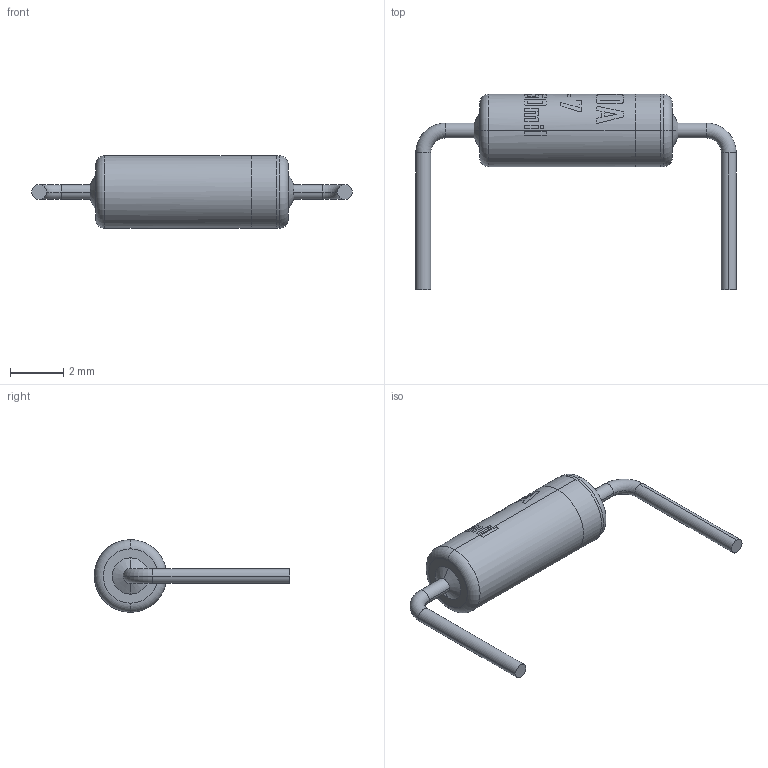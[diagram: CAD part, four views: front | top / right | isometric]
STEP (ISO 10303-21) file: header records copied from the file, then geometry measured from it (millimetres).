
FILE_DESCRIPTION (( 'STEP AP214' ), '1' );
FILE_NAME ('DO-7_Max_450mil_rev1.0.STEP', '2023-03-16T20:17:37', ( '' ), ( '' ), 'SwSTEP 2.0', 'SolidWorks 2020', '' );
FILE_SCHEMA (( 'AUTOMOTIVE_DESIGN' ));
Length unit declared in the file: millimetre
Products named in the file (1): DO-7_Max_450mil_rev1.0
Bounding box: 11.99 x 7.31 x 2.71 mm (x, y, z)
Volume: 37 mm3; surface area: 140.1 mm2
Topology: 1 solids, 2 shells, 63 faces, 303 edges, 272 vertices
Faces by surface type: cylinder 45, torus 8, plane 6, cone 4
Entity records: 4387 total; most frequent: CARTESIAN_POINT 1085, ORIENTED_EDGE 606, DIRECTION 483, EDGE_CURVE 303, VERTEX_POINT 272, AXIS2_PLACEMENT_3D 193, CIRCLE 129, LINE 97
